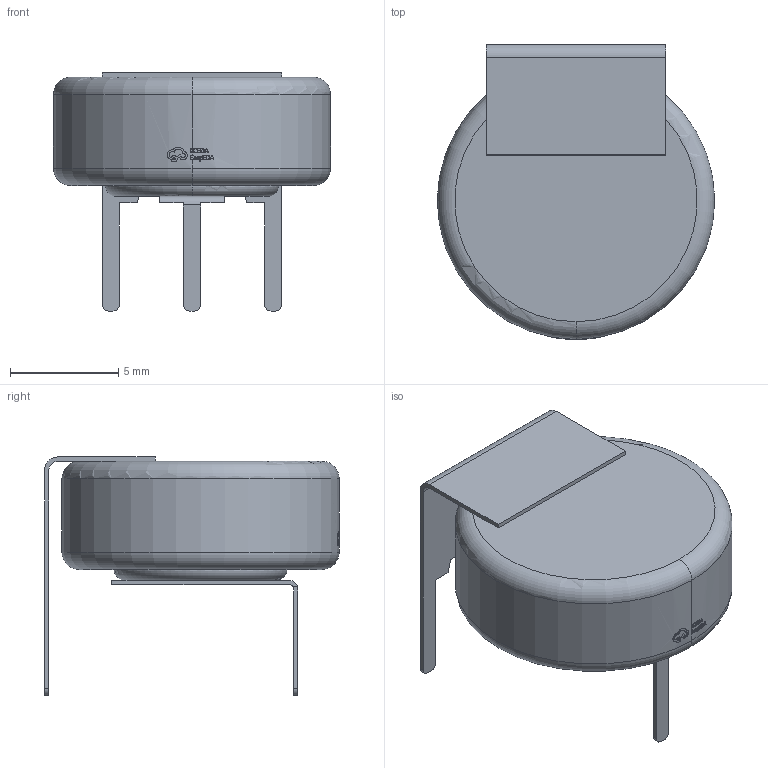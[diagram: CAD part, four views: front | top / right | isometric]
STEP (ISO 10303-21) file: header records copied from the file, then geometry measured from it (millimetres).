
FILE_DESCRIPTION (( 'STEP AP214' ), '1' );
FILE_NAME ('SENSOR-TH_FC-CO-5000-1.STEP', '2025-10-18T09:04:57', ( '' ), ( '' ), 'SwSTEP 2.0', 'SolidWorks 2020', '' );
FILE_SCHEMA (( 'AUTOMOTIVE_DESIGN' ));
Length unit declared in the file: millimetre
Products named in the file (1): SENSOR-TH_FC-CO-5000-1
Bounding box: 12.8 x 13.61 x 11 mm (x, y, z)
Volume: 596.3 mm3; surface area: 782.3 mm2
Topology: 1 solids, 1 shells, 281 faces, 768 edges, 508 vertices
Faces by surface type: bspline 121, plane 117, cylinder 37, torus 6
Entity records: 12787 total; most frequent: CARTESIAN_POINT 3521, ORIENTED_EDGE 1536, DIRECTION 857, EDGE_CURVE 768, VERTEX_POINT 508, B_SPLINE_CURVE_WITH_KNOTS 391, AXIS2_PLACEMENT_3D 319, EDGE_LOOP 300
